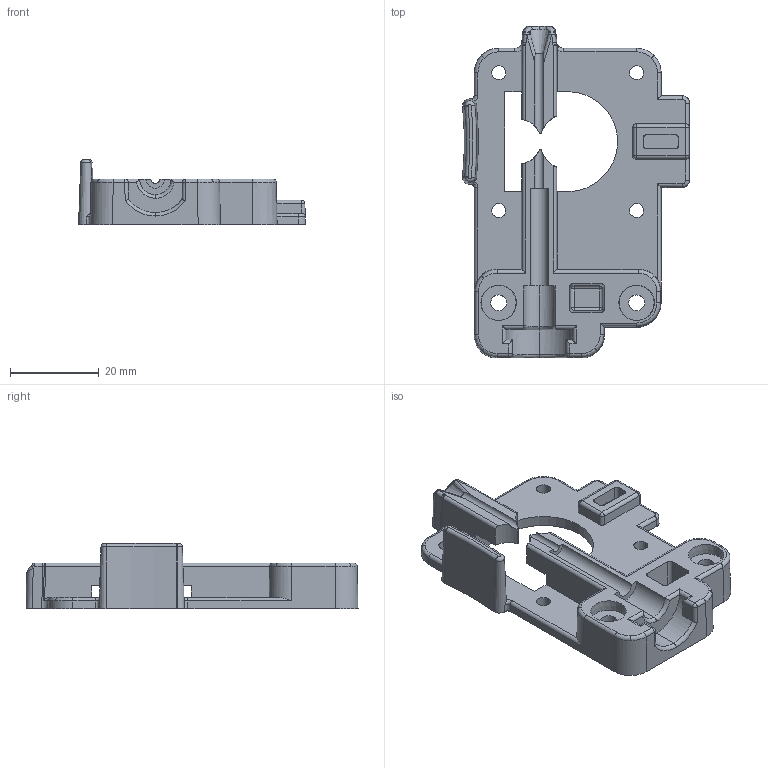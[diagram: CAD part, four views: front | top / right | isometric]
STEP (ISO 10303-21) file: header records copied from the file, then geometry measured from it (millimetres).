
FILE_DESCRIPTION (( 'STEP AP203' ), '1' );
FILE_NAME ('70601 EZR Struder Base.STEP', '2018-01-19T18:58:28', ( '' ), ( '' ), 'SwSTEP 2.0', 'SolidWorks 2018', '' );
FILE_SCHEMA (( 'CONFIG_CONTROL_DESIGN' ));
Length unit declared in the file: millimetre
Products named in the file (1): 70601 EZR Struder Base
Bounding box: 51 x 74.63 x 14.65 mm (x, y, z)
Volume: 13236.4 mm3; surface area: 8784.3 mm2
Topology: 1 solids, 1 shells, 221 faces, 563 edges, 347 vertices
Faces by surface type: cylinder 91, plane 58, bspline 37, sphere 15, cone 13, torus 7
Entity records: 7554 total; most frequent: CARTESIAN_POINT 2573, ORIENTED_EDGE 1126, DIRECTION 934, EDGE_CURVE 563, VERTEX_POINT 347, AXIS2_PLACEMENT_3D 346, VECTOR 242, LINE 242
